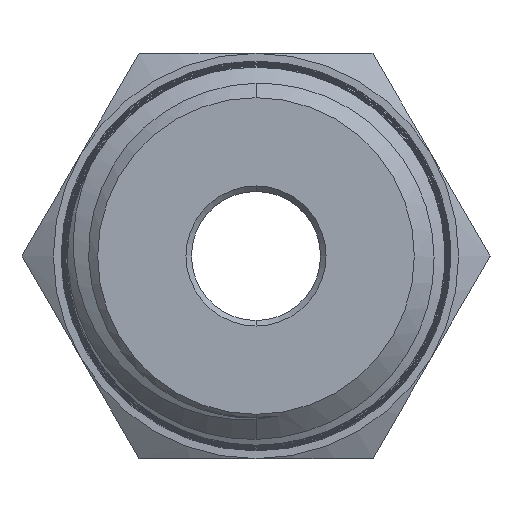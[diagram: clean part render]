
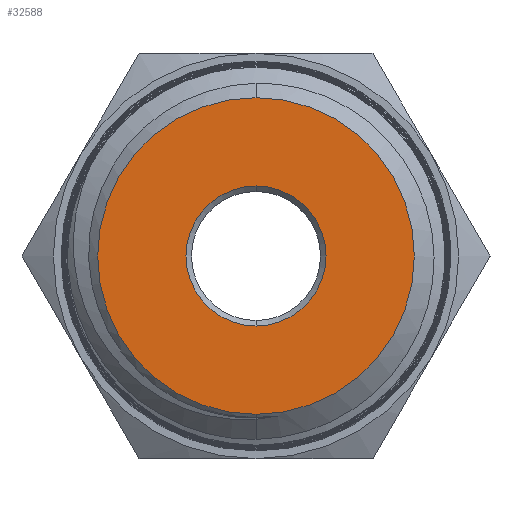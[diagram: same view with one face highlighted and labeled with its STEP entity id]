
A CAD part, front view. The second image highlights one B-rep face of the part: STEP entity #32588.
In plain terms, the highlighted planar face has unit normal (0, -1, 0).
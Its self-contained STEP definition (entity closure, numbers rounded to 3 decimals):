
#634 = DIRECTION ( 'NONE',  ( 0., 0., -1. ) ) ;
#831 = DIRECTION ( 'NONE',  ( 0., 0., 1. ) ) ;
#1853 = FACE_BOUND ( 'NONE', #23069, .T. ) ;
#3507 = DIRECTION ( 'NONE',  ( 0., 1., 0. ) ) ;
#8147 = ORIENTED_EDGE ( 'NONE', *, *, #29186, .T. ) ;
#8827 = VERTEX_POINT ( 'NONE', #9862 ) ;
#9862 = CARTESIAN_POINT ( 'NONE',  ( 0., -15., -8.595 ) ) ;
#13923 = DIRECTION ( 'NONE',  ( 0., 1., 0. ) ) ;
#16553 = CARTESIAN_POINT ( 'NONE',  ( 0., -15., 0. ) ) ;
#18063 = VERTEX_POINT ( 'NONE', #41971 ) ;
#18095 = VERTEX_POINT ( 'NONE', #27043 ) ;
#18789 = AXIS2_PLACEMENT_3D ( 'NONE', #46323, #23607, #831 ) ;
#20344 = AXIS2_PLACEMENT_3D ( 'NONE', #36660, #13923, #40486 ) ;
#20401 = DIRECTION ( 'NONE',  ( 0., 0., -1. ) ) ;
#20597 = ORIENTED_EDGE ( 'NONE', *, *, #46151, .F. ) ;
#20858 = FACE_OUTER_BOUND ( 'NONE', #42641, .T. ) ;
#23069 = EDGE_LOOP ( 'NONE', ( #47309, #8147 ) ) ;
#23413 = DIRECTION ( 'NONE',  ( 0., -1., 0. ) ) ;
#23607 = DIRECTION ( 'NONE',  ( 0., 1., 0. ) ) ;
#25433 = CIRCLE ( 'NONE', #26180, 8.595 ) ;
#26180 = AXIS2_PLACEMENT_3D ( 'NONE', #26264, #3507, #30079 ) ;
#26264 = CARTESIAN_POINT ( 'NONE',  ( 0., -15., 0. ) ) ;
#27043 = CARTESIAN_POINT ( 'NONE',  ( 0., -15., 3.8 ) ) ;
#29186 = EDGE_CURVE ( 'NONE', #18095, #35932, #36957, .T. ) ;
#30079 = DIRECTION ( 'NONE',  ( 0., 0., 1. ) ) ;
#32588 = ADVANCED_FACE ( 'NONE', ( #1853, #20858 ), #38507, .T. ) ;
#33753 = AXIS2_PLACEMENT_3D ( 'NONE', #34699, #23413, #634 ) ;
#34699 = CARTESIAN_POINT ( 'NONE',  ( 0., -15., 0. ) ) ;
#34990 = AXIS2_PLACEMENT_3D ( 'NONE', #16553, #43130, #20401 ) ;
#35932 = VERTEX_POINT ( 'NONE', #43933 ) ;
#36660 = CARTESIAN_POINT ( 'NONE',  ( 0., -15., 0. ) ) ;
#36957 = CIRCLE ( 'NONE', #34990, 3.8 ) ;
#38507 = PLANE ( 'NONE',  #33753 ) ;
#39815 = EDGE_CURVE ( 'NONE', #35932, #18095, #48764, .T. ) ;
#40486 = DIRECTION ( 'NONE',  ( 0., 0., -1. ) ) ;
#41971 = CARTESIAN_POINT ( 'NONE',  ( 0., -15., 8.595 ) ) ;
#42641 = EDGE_LOOP ( 'NONE', ( #48495, #20597 ) ) ;
#43130 = DIRECTION ( 'NONE',  ( 0., 1., 0. ) ) ;
#43933 = CARTESIAN_POINT ( 'NONE',  ( 0., -15., -3.8 ) ) ;
#46151 = EDGE_CURVE ( 'NONE', #8827, #18063, #48031, .T. ) ;
#46323 = CARTESIAN_POINT ( 'NONE',  ( 0., -15., 0. ) ) ;
#47309 = ORIENTED_EDGE ( 'NONE', *, *, #39815, .T. ) ;
#48031 = CIRCLE ( 'NONE', #18789, 8.595 ) ;
#48495 = ORIENTED_EDGE ( 'NONE', *, *, #49099, .F. ) ;
#48764 = CIRCLE ( 'NONE', #20344, 3.8 ) ;
#49099 = EDGE_CURVE ( 'NONE', #18063, #8827, #25433, .T. ) ;
